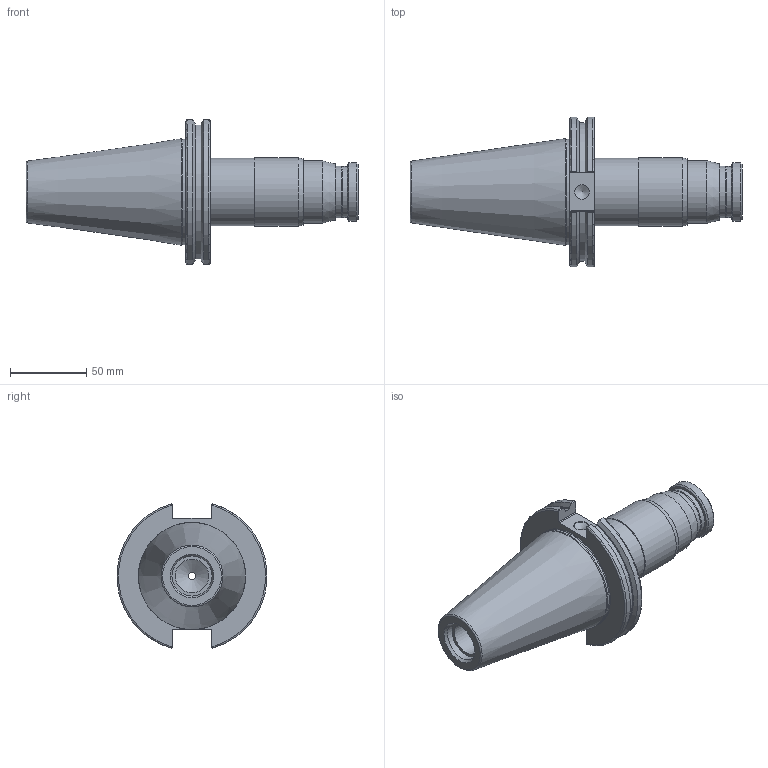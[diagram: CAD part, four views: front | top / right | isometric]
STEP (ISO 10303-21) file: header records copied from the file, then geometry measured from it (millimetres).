
FILE_DESCRIPTION(/* description */ ('','CAx-IF Rec.Pracs.---Representation and Presentation of Product Manufacturing Information (PMI)---4.0---2014-10-13'),/* implementation_level */ '2;1');
FILE_NAME(/* name */ 'JL048.stp',/* time_stamp */ '2025-03-26T16:07:27+09:00',/* author */ ('eos'),/* organization */ (''),/* preprocessor_version */ 'ST-DEVELOPER v20',/* originating_system */ 'Autodesk Inventor 2025',/* authorisation */ '');
FILE_SCHEMA (('AP242_MANAGED_MODEL_BASED_3D_ENGINEERING_MIM_LF { 1 0 10303 442 1 1 4 }'));
Length unit declared in the file: millimetre
Products named in the file (4): LO-CAT50-TC12-115.82; CAT50; BALL COVER; UNLOCKING SHELL
Assembly tree (3 placements, depth 2):
  LO-CAT50-TC12-115.82
    CAT50
    BALL COVER
    UNLOCKING SHELL
Bounding box: 217.42 x 98.06 x 94.69 mm (x, y, z)
Volume: 392421.9 mm3; surface area: 78681.1 mm2
Topology: 3 solids, 3 shells, 95 faces, 221 edges, 143 vertices
Faces by surface type: plane 39, cylinder 26, cone 21, torus 9
Full cylindrical faces by diameter (mm): 4.917 x1, 9.525 x1, 21.971 x1, 25.4 x2, 26.2 x1, 30.2 x1, 32 x1, 32.3 x1, 33 x1, 33.4 x1, 34 x2, 35 x1, 38.5 x1, 41 x2, 44.45 x1, 45 x1, 69.25 x1
Entity records: 3600 total; most frequent: CARTESIAN_POINT 806, DIRECTION 573, ORIENTED_EDGE 440, AXIS2_PLACEMENT_3D 240, EDGE_CURVE 220, VERTEX_POINT 143, EDGE_LOOP 113, STYLED_ITEM 99
